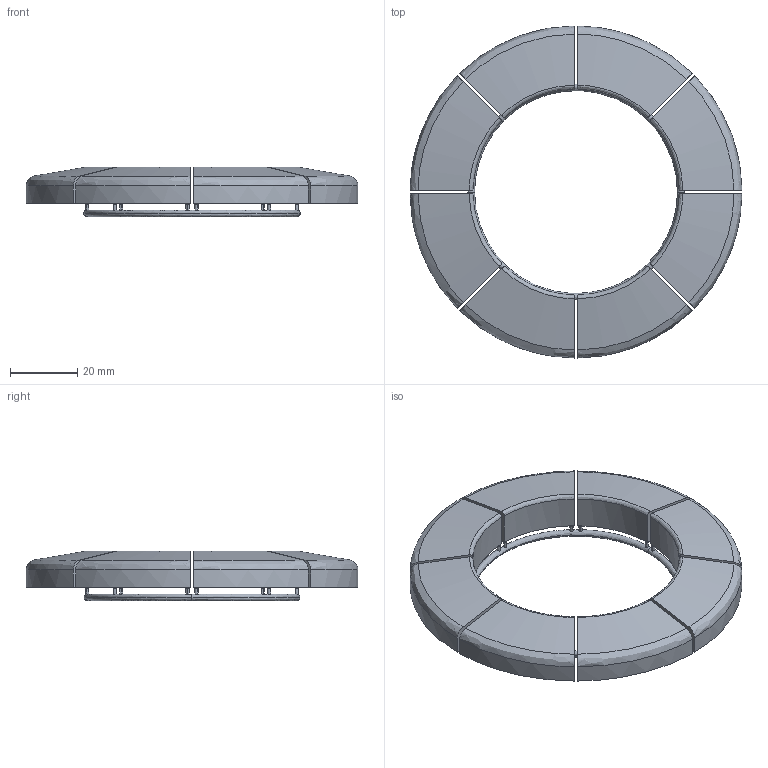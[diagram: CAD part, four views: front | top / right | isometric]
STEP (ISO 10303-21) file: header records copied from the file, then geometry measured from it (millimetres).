
FILE_DESCRIPTION(/* description */ (''),/* implementation_level */ '2;1');
FILE_NAME(/* name */ 'cocot_micro_keycap_normal_union',/* time_stamp */ '2023-11-10T12:08:22-08:00',/* author */ (''),/* organization */ (''),/* preprocessor_version */ 'ST-DEVELOPER v16.5',/* originating_system */ 'Rhino 7.25',/* authorisation */ '');
FILE_SCHEMA (('CONFIG_CONTROL_DESIGN'));
Length unit declared in the file: millimetre
Products named in the file (1): Document
Bounding box: 98.99 x 98.99 x 14.77 mm (x, y, z)
Volume: 33606.9 mm3; surface area: 21323.3 mm2
Topology: 1 solids, 1 shells, 308 faces, 768 edges, 500 vertices
Faces by surface type: plane 176, cylinder 72, bspline 60
Entity records: 11030 total; most frequent: CARTESIAN_POINT 5818, ORIENTED_EDGE 1536, EDGE_CURVE 768, B_SPLINE_CURVE_WITH_KNOTS 536, VERTEX_POINT 500, EDGE_LOOP 364, ADVANCED_FACE 308, FACE_OUTER_BOUND 308
